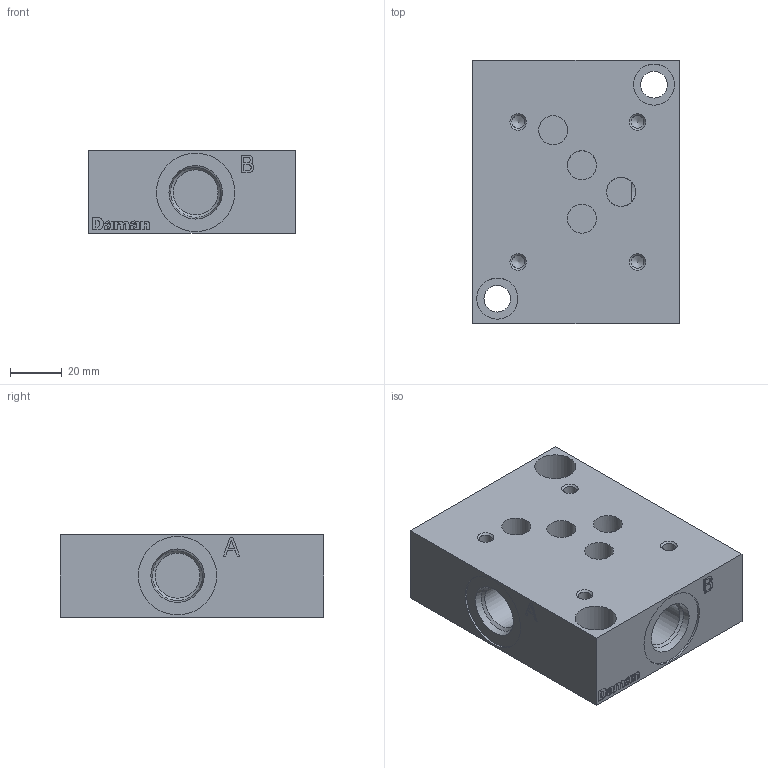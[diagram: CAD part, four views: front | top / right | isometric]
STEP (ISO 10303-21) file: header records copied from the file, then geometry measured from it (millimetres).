
FILE_DESCRIPTION( ( 'STEP AP214' ), ' ' );
FILE_NAME( 'AD05SPS8S.stp', '2018-07-07T13:33:48', ( '' ), ( '' ), ' ', 'PARTsolutions', ' ' );
FILE_SCHEMA( ( 'AUTOMOTIVE_DESIGN { 1 0 10303 214 1 1 1 1 }' ) );
Length unit declared in the file: inch
Products named in the file (1): _AD05SPS8S
Bounding box: 79.5 x 101.6 x 31.75 mm (x, y, z)
Volume: 222138.4 mm3; surface area: 36686.9 mm2
Topology: 1 solids, 1 shells, 214 faces, 536 edges, 352 vertices
Faces by surface type: plane 138, cylinder 60, cone 16
Full cylindrical faces by diameter (mm): 4.976 x4, 10.312 x2, 11.201 x4, 15.875 x2, 17.33 x4, 30.251 x4
Entity records: 7903 total; most frequent: CARTESIAN_POINT 1078, DIRECTION 1055, ORIENTED_EDGE 988, EDGE_CURVE 494, LINE 361, VECTOR 361, VERTEX_POINT 350, AXIS2_PLACEMENT_3D 347
